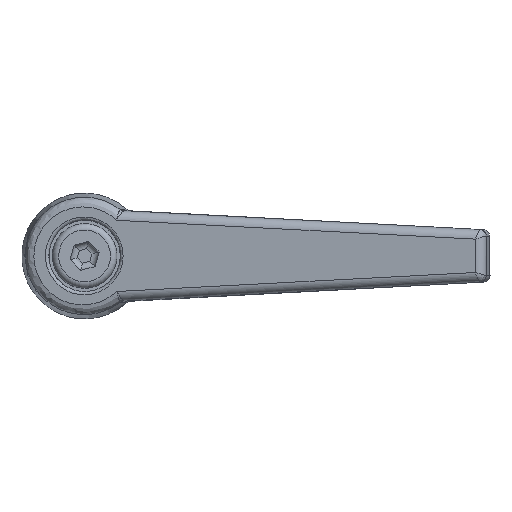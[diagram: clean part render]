
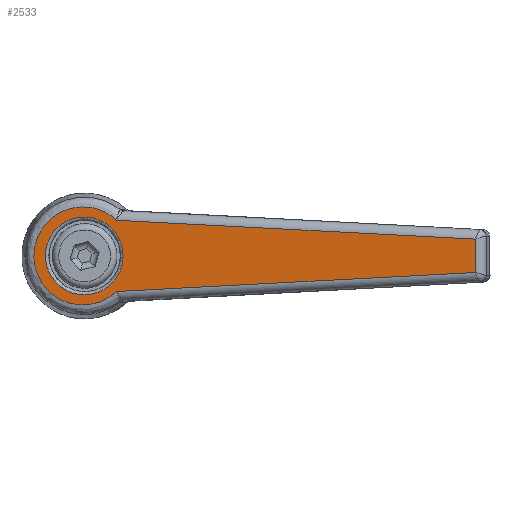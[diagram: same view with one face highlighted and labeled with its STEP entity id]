
A CAD part, top view. The second image highlights one B-rep face of the part: STEP entity #2533.
In plain terms, the highlighted planar face has unit normal (-0.122, 0, 0.993).
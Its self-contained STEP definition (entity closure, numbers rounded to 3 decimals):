
#1338=CARTESIAN_POINT('',(4.937,5.498,29.851));
#1339=VERTEX_POINT('',#1338);
#1734=CARTESIAN_POINT('',(4.937,-5.498,29.851));
#1735=VERTEX_POINT('',#1734);
#1875=CARTESIAN_POINT('',(2.253,-7.137,29.521));
#1876=VERTEX_POINT('',#1875);
#1877=CARTESIAN_POINT('',(4.937,-5.498,29.851));
#1878=CARTESIAN_POINT('',(4.17,-6.223,29.757));
#1879=CARTESIAN_POINT('',(3.247,-6.782,29.643));
#1880=CARTESIAN_POINT('',(2.252,-7.135,29.521));
#1881=B_SPLINE_CURVE_WITH_KNOTS('',3,(#1877,#1878,#1879,#1880),.UNSPECIFIED.,.F.,.U.,(4,4),(-2.328,-1.91),.UNSPECIFIED.);
#1882=EDGE_CURVE('',#1735,#1876,#1881,.T.);
#1884=CARTESIAN_POINT('',(2.253,7.137,29.521));
#1885=VERTEX_POINT('',#1884);
#1886=CARTESIAN_POINT('',(2.252,-7.135,29.521));
#1887=CARTESIAN_POINT('',(1.665,-7.344,29.449));
#1888=CARTESIAN_POINT('',(-0.596,-7.85,29.172));
#1889=CARTESIAN_POINT('',(-4.681,-6.847,28.67));
#1890=CARTESIAN_POINT('',(-7.97,-2.662,28.266));
#1891=CARTESIAN_POINT('',(-7.965,2.66,28.267));
#1892=CARTESIAN_POINT('',(-4.684,6.851,28.67));
#1893=CARTESIAN_POINT('',(-0.596,7.848,29.172));
#1894=CARTESIAN_POINT('',(1.665,7.343,29.449));
#1895=CARTESIAN_POINT('',(2.252,7.135,29.521));
#1896=B_SPLINE_CURVE_WITH_KNOTS('',3,(#1886,#1887,#1888,#1889,#1890,#1891,#1892,#1893,#1894,#1895),.UNSPECIFIED.,.F.,.U.,(4,1,1,1,1,1,1,4),(-1.91,-1.663,-0.998,-0.333,0.333,0.998,1.663,1.91),.UNSPECIFIED.);
#1897=EDGE_CURVE('',#1876,#1885,#1896,.T.);
#1899=CARTESIAN_POINT('',(2.253,7.137,29.521));
#1900=CARTESIAN_POINT('',(3.248,6.784,29.644));
#1901=CARTESIAN_POINT('',(4.172,6.226,29.757));
#1902=CARTESIAN_POINT('',(4.939,5.5,29.851));
#1903=B_SPLINE_CURVE_WITH_KNOTS('',3,(#1899,#1900,#1901,#1902),.UNSPECIFIED.,.F.,.U.,(4,4),(1.91,2.328),.UNSPECIFIED.);
#1904=EDGE_CURVE('',#1885,#1339,#1903,.T.);
#1926=CARTESIAN_POINT('',(60.34,-2.577,36.653));
#1927=VERTEX_POINT('',#1926);
#1935=CARTESIAN_POINT('',(60.34,-2.577,36.653));
#1936=DIRECTION('',(-0.991,-0.052,-0.122));
#1937=VECTOR('',#1936,55.895);
#1938=LINE('',#1935,#1937);
#1939=EDGE_CURVE('',#1927,#1735,#1938,.T.);
#2476=CARTESIAN_POINT('',(5.939,0.,29.974));
#2477=VERTEX_POINT('',#2476);
#2495=CARTESIAN_POINT('',(-0.061,0.,29.237));
#2496=DIRECTION('',(-0.122,0.,0.993));
#2497=DIRECTION('',(-0.993,0.,-0.122));
#2498=AXIS2_PLACEMENT_3D('',#2495,#2496,#2497);
#2499=ELLIPSE('',#2498,6.045,6.);
#2500=EDGE_CURVE('',#2477,#2477,#2499,.T.);
#2505=CARTESIAN_POINT('',(61.753,4.0,36.827));
#2506=DIRECTION('',(-0.122,0.0,0.993));
#2507=DIRECTION('',(0.0,1.0,0.0));
#2508=AXIS2_PLACEMENT_3D('',#2505,#2506,#2507);
#2509=PLANE('',#2508);
#2510=ORIENTED_EDGE('',*,*,#1904,.F.);
#2511=ORIENTED_EDGE('',*,*,#1897,.F.);
#2512=ORIENTED_EDGE('',*,*,#1882,.F.);
#2513=ORIENTED_EDGE('',*,*,#1939,.F.);
#2514=CARTESIAN_POINT('',(60.34,2.577,36.653));
#2515=VERTEX_POINT('',#2514);
#2516=CARTESIAN_POINT('',(60.34,2.577,36.653));
#2517=DIRECTION('',(0.0,-1.0,0.0));
#2518=VECTOR('',#2517,5.153);
#2519=LINE('',#2516,#2518);
#2520=EDGE_CURVE('',#2515,#1927,#2519,.T.);
#2521=ORIENTED_EDGE('',*,*,#2520,.F.);
#2522=CARTESIAN_POINT('',(4.937,5.498,29.851));
#2523=DIRECTION('',(0.991,-0.052,0.122));
#2524=VECTOR('',#2523,55.895);
#2525=LINE('',#2522,#2524);
#2526=EDGE_CURVE('',#1339,#2515,#2525,.T.);
#2527=ORIENTED_EDGE('',*,*,#2526,.F.);
#2528=EDGE_LOOP('',(#2510,#2511,#2512,#2513,#2521,#2527));
#2529=FACE_OUTER_BOUND('',#2528,.T.);
#2530=ORIENTED_EDGE('',*,*,#2500,.F.);
#2531=EDGE_LOOP('',(#2530));
#2532=FACE_BOUND('',#2531,.T.);
#2533=ADVANCED_FACE('',(#2529,#2532),#2509,.T.);
